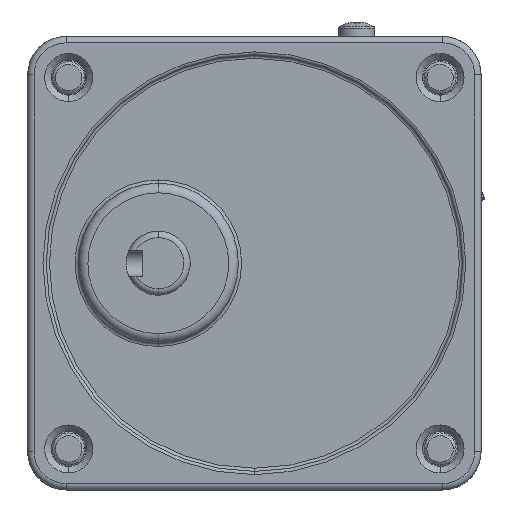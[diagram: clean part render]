
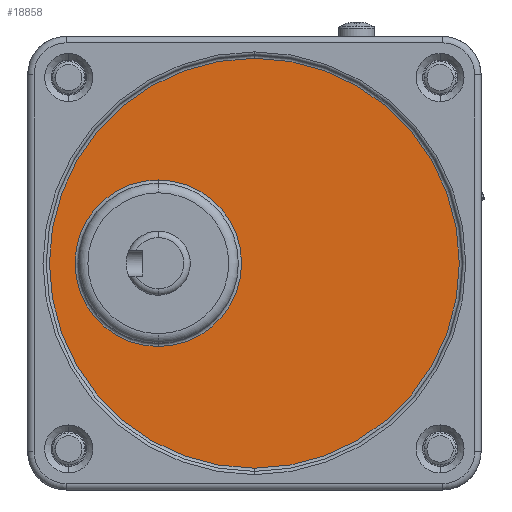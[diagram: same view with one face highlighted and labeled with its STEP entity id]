
A CAD part, front view. The second image highlights one B-rep face of the part: STEP entity #18858.
In plain terms, the highlighted face is planar.
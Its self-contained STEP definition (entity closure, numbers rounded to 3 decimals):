
#333 = AXIS2_PLACEMENT_3D ( 'NONE', #20628, #31119, #7519 ) ;
#4591 = DIRECTION ( 'NONE',  ( 0., 0., 1. ) ) ;
#4620 = DIRECTION ( 'NONE',  ( -1., 0., 0. ) ) ;
#4825 = EDGE_LOOP ( 'NONE', ( #32635, #25631 ) ) ;
#4858 = CARTESIAN_POINT ( 'NONE',  ( -13., 15., 41. ) ) ;
#6676 = DIRECTION ( 'NONE',  ( -1., 0., 0. ) ) ;
#6849 = CARTESIAN_POINT ( 'NONE',  ( 0., 0., 41. ) ) ;
#7519 = DIRECTION ( 'NONE',  ( 0., -1., 0. ) ) ;
#8706 = CARTESIAN_POINT ( 'NONE',  ( -32., 0., 41. ) ) ;
#9127 = VERTEX_POINT ( 'NONE', #4858 ) ;
#9168 = EDGE_LOOP ( 'NONE', ( #19608, #10468 ) ) ;
#10103 = PLANE ( 'NONE',  #333 ) ;
#10468 = ORIENTED_EDGE ( 'NONE', *, *, #24614, .F. ) ;
#11423 = EDGE_CURVE ( 'NONE', #30942, #11744, #12140, .T. ) ;
#11436 = AXIS2_PLACEMENT_3D ( 'NONE', #19801, #30292, #6676 ) ;
#11744 = VERTEX_POINT ( 'NONE', #8706 ) ;
#12140 = CIRCLE ( 'NONE', #31383, 32. ) ;
#15095 = DIRECTION ( 'NONE',  ( 1., 0., 0. ) ) ;
#16823 = AXIS2_PLACEMENT_3D ( 'NONE', #28179, #4591, #15095 ) ;
#17379 = DIRECTION ( 'NONE',  ( 0., 0., -1. ) ) ;
#17718 = CARTESIAN_POINT ( 'NONE',  ( 0., 15., 41. ) ) ;
#18471 = CARTESIAN_POINT ( 'NONE',  ( 32., 0., 41. ) ) ;
#18858 = ADVANCED_FACE ( 'NONE', ( #23210, #33692 ), #10103, .F. ) ;
#19608 = ORIENTED_EDGE ( 'NONE', *, *, #11423, .F. ) ;
#19801 = CARTESIAN_POINT ( 'NONE',  ( 0., 0., 41. ) ) ;
#20628 = CARTESIAN_POINT ( 'NONE',  ( 32., 0., 41. ) ) ;
#21008 = AXIS2_PLACEMENT_3D ( 'NONE', #17718, #28207, #4620 ) ;
#23210 = FACE_OUTER_BOUND ( 'NONE', #9168, .T. ) ;
#24614 = EDGE_CURVE ( 'NONE', #11744, #30942, #26287, .T. ) ;
#24717 = EDGE_CURVE ( 'NONE', #9127, #26627, #31439, .T. ) ;
#25631 = ORIENTED_EDGE ( 'NONE', *, *, #27888, .F. ) ;
#26287 = CIRCLE ( 'NONE', #11436, 32. ) ;
#26442 = CARTESIAN_POINT ( 'NONE',  ( 13., 15., 41. ) ) ;
#26627 = VERTEX_POINT ( 'NONE', #26442 ) ;
#27868 = DIRECTION ( 'NONE',  ( 1., 0., 0. ) ) ;
#27888 = EDGE_CURVE ( 'NONE', #26627, #9127, #31652, .T. ) ;
#28179 = CARTESIAN_POINT ( 'NONE',  ( 0., 15., 41. ) ) ;
#28207 = DIRECTION ( 'NONE',  ( 0., 0., 1. ) ) ;
#30292 = DIRECTION ( 'NONE',  ( 0., 0., -1. ) ) ;
#30942 = VERTEX_POINT ( 'NONE', #18471 ) ;
#31119 = DIRECTION ( 'NONE',  ( 0., 0., -1. ) ) ;
#31383 = AXIS2_PLACEMENT_3D ( 'NONE', #6849, #17379, #27868 ) ;
#31439 = CIRCLE ( 'NONE', #21008, 13. ) ;
#31652 = CIRCLE ( 'NONE', #16823, 13. ) ;
#32635 = ORIENTED_EDGE ( 'NONE', *, *, #24717, .F. ) ;
#33692 = FACE_BOUND ( 'NONE', #4825, .T. ) ;
